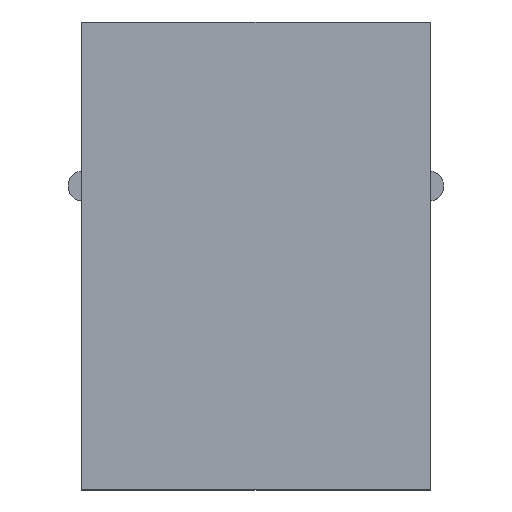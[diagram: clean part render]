
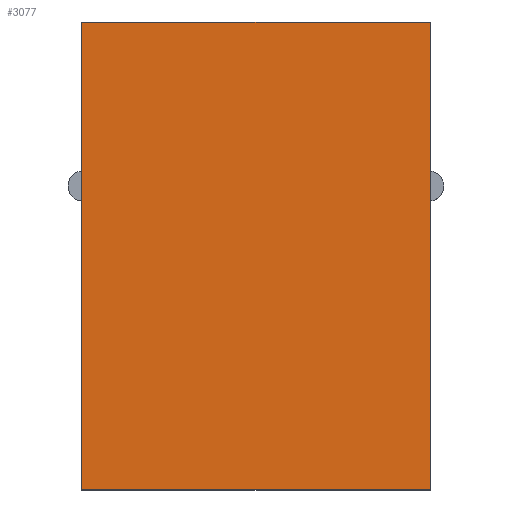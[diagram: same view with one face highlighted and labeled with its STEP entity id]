
A CAD part, top view. The second image highlights one B-rep face of the part: STEP entity #3077.
In plain terms, the highlighted planar face has unit normal (0, 0, 1).
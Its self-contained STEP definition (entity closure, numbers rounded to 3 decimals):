
#2457 = PLANE('',#2458);
#2458 = AXIS2_PLACEMENT_3D('',#2459,#2460,#2461);
#2459 = CARTESIAN_POINT('',(-13.667,4.15,0.1));
#2460 = DIRECTION('',(1.,0.,0.));
#2461 = DIRECTION('',(0.,-1.,0.));
#2791 = PLANE('',#2792);
#2792 = AXIS2_PLACEMENT_3D('',#2793,#2794,#2795);
#2793 = CARTESIAN_POINT('',(2.233,-17.15,0.1));
#2794 = DIRECTION('',(-1.,0.,0.));
#2795 = DIRECTION('',(0.,1.,0.));
#3077 = ADVANCED_FACE('',(#3078),#3092,.T.);
#3078 = FACE_BOUND('',#3079,.T.);
#3079 = EDGE_LOOP('',(#3080,#3115,#3138,#3166));
#3080 = ORIENTED_EDGE('',*,*,#3081,.T.);
#3081 = EDGE_CURVE('',#3082,#3084,#3086,.T.);
#3082 = VERTEX_POINT('',#3083);
#3083 = CARTESIAN_POINT('',(2.233,4.15,13.7));
#3084 = VERTEX_POINT('',#3085);
#3085 = CARTESIAN_POINT('',(-13.667,4.15,13.7));
#3086 = SURFACE_CURVE('',#3087,(#3091,#3103),.PCURVE_S1.);
#3087 = LINE('',#3088,#3089);
#3088 = CARTESIAN_POINT('',(2.233,4.15,13.7));
#3089 = VECTOR('',#3090,1.);
#3090 = DIRECTION('',(-1.,0.,0.));
#3091 = PCURVE('',#3092,#3097);
#3092 = PLANE('',#3093);
#3093 = AXIS2_PLACEMENT_3D('',#3094,#3095,#3096);
#3094 = CARTESIAN_POINT('',(-5.717,-6.5,13.7));
#3095 = DIRECTION('',(0.,0.,1.));
#3096 = DIRECTION('',(1.,0.,0.));
#3097 = DEFINITIONAL_REPRESENTATION('',(#3098),#3102);
#3098 = LINE('',#3099,#3100);
#3099 = CARTESIAN_POINT('',(7.95,10.65));
#3100 = VECTOR('',#3101,1.);
#3101 = DIRECTION('',(-1.,0.));
#3102 = ( GEOMETRIC_REPRESENTATION_CONTEXT(2) 
PARAMETRIC_REPRESENTATION_CONTEXT() REPRESENTATION_CONTEXT('2D SPACE',''
  ) );
#3103 = PCURVE('',#3104,#3109);
#3104 = PLANE('',#3105);
#3105 = AXIS2_PLACEMENT_3D('',#3106,#3107,#3108);
#3106 = CARTESIAN_POINT('',(2.233,4.15,0.1));
#3107 = DIRECTION('',(0.,-1.,0.));
#3108 = DIRECTION('',(-1.,0.,0.));
#3109 = DEFINITIONAL_REPRESENTATION('',(#3110),#3114);
#3110 = LINE('',#3111,#3112);
#3111 = CARTESIAN_POINT('',(0.,-13.6));
#3112 = VECTOR('',#3113,1.);
#3113 = DIRECTION('',(1.,0.));
#3114 = ( GEOMETRIC_REPRESENTATION_CONTEXT(2) 
PARAMETRIC_REPRESENTATION_CONTEXT() REPRESENTATION_CONTEXT('2D SPACE',''
  ) );
#3115 = ORIENTED_EDGE('',*,*,#3116,.T.);
#3116 = EDGE_CURVE('',#3084,#3117,#3119,.T.);
#3117 = VERTEX_POINT('',#3118);
#3118 = CARTESIAN_POINT('',(-13.667,-17.15,13.7));
#3119 = SURFACE_CURVE('',#3120,(#3124,#3131),.PCURVE_S1.);
#3120 = LINE('',#3121,#3122);
#3121 = CARTESIAN_POINT('',(-13.667,4.15,13.7));
#3122 = VECTOR('',#3123,1.);
#3123 = DIRECTION('',(0.,-1.,0.));
#3124 = PCURVE('',#3092,#3125);
#3125 = DEFINITIONAL_REPRESENTATION('',(#3126),#3130);
#3126 = LINE('',#3127,#3128);
#3127 = CARTESIAN_POINT('',(-7.95,10.65));
#3128 = VECTOR('',#3129,1.);
#3129 = DIRECTION('',(0.,-1.));
#3130 = ( GEOMETRIC_REPRESENTATION_CONTEXT(2) 
PARAMETRIC_REPRESENTATION_CONTEXT() REPRESENTATION_CONTEXT('2D SPACE',''
  ) );
#3131 = PCURVE('',#2457,#3132);
#3132 = DEFINITIONAL_REPRESENTATION('',(#3133),#3137);
#3133 = LINE('',#3134,#3135);
#3134 = CARTESIAN_POINT('',(0.,-13.6));
#3135 = VECTOR('',#3136,1.);
#3136 = DIRECTION('',(1.,0.));
#3137 = ( GEOMETRIC_REPRESENTATION_CONTEXT(2) 
PARAMETRIC_REPRESENTATION_CONTEXT() REPRESENTATION_CONTEXT('2D SPACE',''
  ) );
#3138 = ORIENTED_EDGE('',*,*,#3139,.T.);
#3139 = EDGE_CURVE('',#3117,#3140,#3142,.T.);
#3140 = VERTEX_POINT('',#3141);
#3141 = CARTESIAN_POINT('',(2.233,-17.15,13.7));
#3142 = SURFACE_CURVE('',#3143,(#3147,#3154),.PCURVE_S1.);
#3143 = LINE('',#3144,#3145);
#3144 = CARTESIAN_POINT('',(-13.667,-17.15,13.7));
#3145 = VECTOR('',#3146,1.);
#3146 = DIRECTION('',(1.,0.,0.));
#3147 = PCURVE('',#3092,#3148);
#3148 = DEFINITIONAL_REPRESENTATION('',(#3149),#3153);
#3149 = LINE('',#3150,#3151);
#3150 = CARTESIAN_POINT('',(-7.95,-10.65));
#3151 = VECTOR('',#3152,1.);
#3152 = DIRECTION('',(1.,0.));
#3153 = ( GEOMETRIC_REPRESENTATION_CONTEXT(2) 
PARAMETRIC_REPRESENTATION_CONTEXT() REPRESENTATION_CONTEXT('2D SPACE',''
  ) );
#3154 = PCURVE('',#3155,#3160);
#3155 = PLANE('',#3156);
#3156 = AXIS2_PLACEMENT_3D('',#3157,#3158,#3159);
#3157 = CARTESIAN_POINT('',(-13.667,-17.15,0.1));
#3158 = DIRECTION('',(0.,1.,0.));
#3159 = DIRECTION('',(1.,0.,0.));
#3160 = DEFINITIONAL_REPRESENTATION('',(#3161),#3165);
#3161 = LINE('',#3162,#3163);
#3162 = CARTESIAN_POINT('',(0.,-13.6));
#3163 = VECTOR('',#3164,1.);
#3164 = DIRECTION('',(1.,0.));
#3165 = ( GEOMETRIC_REPRESENTATION_CONTEXT(2) 
PARAMETRIC_REPRESENTATION_CONTEXT() REPRESENTATION_CONTEXT('2D SPACE',''
  ) );
#3166 = ORIENTED_EDGE('',*,*,#3167,.T.);
#3167 = EDGE_CURVE('',#3140,#3082,#3168,.T.);
#3168 = SURFACE_CURVE('',#3169,(#3173,#3180),.PCURVE_S1.);
#3169 = LINE('',#3170,#3171);
#3170 = CARTESIAN_POINT('',(2.233,-17.15,13.7));
#3171 = VECTOR('',#3172,1.);
#3172 = DIRECTION('',(0.,1.,0.));
#3173 = PCURVE('',#3092,#3174);
#3174 = DEFINITIONAL_REPRESENTATION('',(#3175),#3179);
#3175 = LINE('',#3176,#3177);
#3176 = CARTESIAN_POINT('',(7.95,-10.65));
#3177 = VECTOR('',#3178,1.);
#3178 = DIRECTION('',(0.,1.));
#3179 = ( GEOMETRIC_REPRESENTATION_CONTEXT(2) 
PARAMETRIC_REPRESENTATION_CONTEXT() REPRESENTATION_CONTEXT('2D SPACE',''
  ) );
#3180 = PCURVE('',#2791,#3181);
#3181 = DEFINITIONAL_REPRESENTATION('',(#3182),#3186);
#3182 = LINE('',#3183,#3184);
#3183 = CARTESIAN_POINT('',(0.,-13.6));
#3184 = VECTOR('',#3185,1.);
#3185 = DIRECTION('',(1.,0.));
#3186 = ( GEOMETRIC_REPRESENTATION_CONTEXT(2) 
PARAMETRIC_REPRESENTATION_CONTEXT() REPRESENTATION_CONTEXT('2D SPACE',''
  ) );
